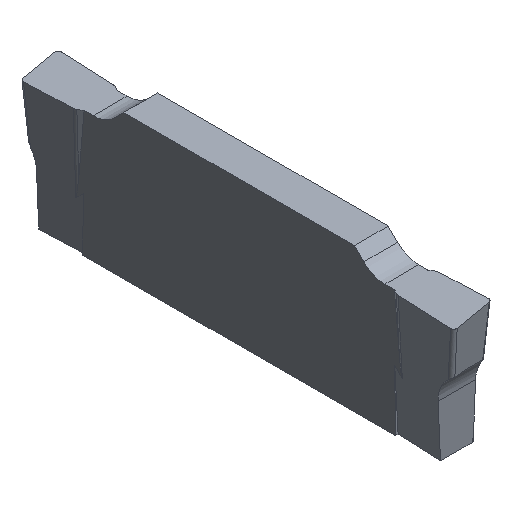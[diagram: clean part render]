
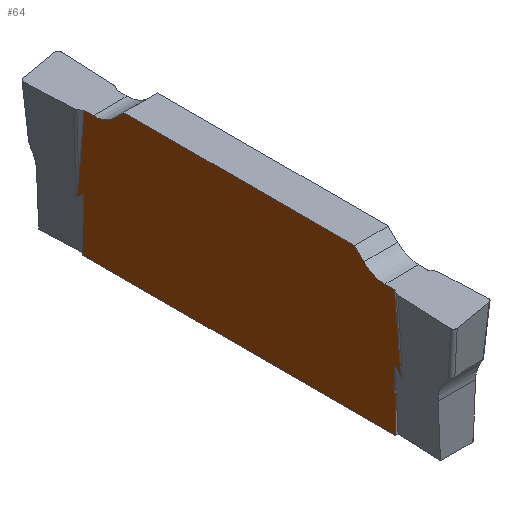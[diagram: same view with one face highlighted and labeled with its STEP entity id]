
A CAD part, isometric view. The second image highlights one B-rep face of the part: STEP entity #64.
In plain terms, the highlighted planar face has unit normal (-1, 0, 0).
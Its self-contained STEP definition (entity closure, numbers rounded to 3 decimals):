
#39=CIRCLE('',#811,1.);
#40=CIRCLE('',#812,1.);
#64=ADVANCED_FACE('',(#126),#100,.T.);
#100=PLANE('',#813);
#126=FACE_OUTER_BOUND('',#164,.T.);
#164=EDGE_LOOP('',(#397,#398,#399,#400,#401,#402,#403,#404,#405,#406,#407,
#408,#409,#410,#411,#412));
#204=LINE('',#1079,#278);
#215=LINE('',#1108,#289);
#229=LINE('',#1149,#303);
#231=LINE('',#1155,#305);
#232=LINE('',#1177,#306);
#233=LINE('',#1178,#307);
#234=LINE('',#1193,#308);
#235=LINE('',#1195,#309);
#236=LINE('',#1199,#310);
#237=LINE('',#1201,#311);
#238=LINE('',#1203,#312);
#239=LINE('',#1207,#313);
#278=VECTOR('',#867,1.);
#289=VECTOR('',#884,1.);
#303=VECTOR('',#912,1.);
#305=VECTOR('',#920,1.);
#306=VECTOR('',#921,1.);
#307=VECTOR('',#922,1.);
#308=VECTOR('',#923,1.);
#309=VECTOR('',#924,1.);
#310=VECTOR('',#927,1.);
#311=VECTOR('',#928,1.);
#312=VECTOR('',#929,1.);
#313=VECTOR('',#932,1.);
#397=ORIENTED_EDGE('',*,*,#677,.T.);
#398=ORIENTED_EDGE('',*,*,#678,.T.);
#399=ORIENTED_EDGE('',*,*,#655,.F.);
#400=ORIENTED_EDGE('',*,*,#679,.F.);
#401=ORIENTED_EDGE('',*,*,#642,.T.);
#402=ORIENTED_EDGE('',*,*,#680,.F.);
#403=ORIENTED_EDGE('',*,*,#674,.F.);
#404=ORIENTED_EDGE('',*,*,#681,.T.);
#405=ORIENTED_EDGE('',*,*,#682,.T.);
#406=ORIENTED_EDGE('',*,*,#683,.F.);
#407=ORIENTED_EDGE('',*,*,#684,.F.);
#408=ORIENTED_EDGE('',*,*,#685,.F.);
#409=ORIENTED_EDGE('',*,*,#686,.F.);
#410=ORIENTED_EDGE('',*,*,#687,.F.);
#411=ORIENTED_EDGE('',*,*,#688,.F.);
#412=ORIENTED_EDGE('',*,*,#689,.F.);
#570=VERTEX_POINT('',#1078);
#571=VERTEX_POINT('',#1080);
#581=VERTEX_POINT('',#1107);
#582=VERTEX_POINT('',#1109);
#597=VERTEX_POINT('',#1148);
#598=VERTEX_POINT('',#1150);
#599=VERTEX_POINT('',#1156);
#600=VERTEX_POINT('',#1157);
#601=VERTEX_POINT('',#1192);
#602=VERTEX_POINT('',#1194);
#603=VERTEX_POINT('',#1196);
#604=VERTEX_POINT('',#1198);
#605=VERTEX_POINT('',#1200);
#606=VERTEX_POINT('',#1202);
#607=VERTEX_POINT('',#1204);
#608=VERTEX_POINT('',#1206);
#642=EDGE_CURVE('',#571,#570,#204,.T.);
#655=EDGE_CURVE('',#581,#582,#215,.T.);
#674=EDGE_CURVE('',#597,#598,#229,.T.);
#677=EDGE_CURVE('',#599,#600,#231,.T.);
#678=EDGE_CURVE('',#600,#582,#761,.T.);
#679=EDGE_CURVE('',#571,#581,#232,.T.);
#680=EDGE_CURVE('',#598,#570,#233,.T.);
#681=EDGE_CURVE('',#597,#601,#762,.T.);
#682=EDGE_CURVE('',#601,#602,#234,.T.);
#683=EDGE_CURVE('',#603,#602,#235,.T.);
#684=EDGE_CURVE('',#604,#603,#39,.T.);
#685=EDGE_CURVE('',#605,#604,#236,.T.);
#686=EDGE_CURVE('',#606,#605,#237,.T.);
#687=EDGE_CURVE('',#607,#606,#238,.T.);
#688=EDGE_CURVE('',#608,#607,#40,.T.);
#689=EDGE_CURVE('',#599,#608,#239,.T.);
#761=B_SPLINE_CURVE_WITH_KNOTS('',3,(#1158,#1159,#1160,#1161,#1162,#1163,
#1164,#1165,#1166,#1167,#1168,#1169,#1170,#1171,#1172,#1173,#1174,#1175,
#1176),.UNSPECIFIED.,.F.,.F.,(4,3,3,3,3,3,4),(0.,0.312,0.653,
0.824,0.929,0.98,1.),.UNSPECIFIED.);
#762=B_SPLINE_CURVE_WITH_KNOTS('',3,(#1179,#1180,#1181,#1182,#1183,#1184,
#1185,#1186,#1187,#1188,#1189,#1190,#1191),.UNSPECIFIED.,.F.,.F.,(4,3,3,
3,4),(0.,0.037,0.183,0.762,1.),
 .UNSPECIFIED.);
#811=AXIS2_PLACEMENT_3D('',#1197,#925,#926);
#812=AXIS2_PLACEMENT_3D('',#1205,#930,#931);
#813=AXIS2_PLACEMENT_3D('',#1208,#933,#934);
#867=DIRECTION('',(0.,-1.,0.));
#884=DIRECTION('',(0.,0.707,-0.707));
#912=DIRECTION('',(0.,0.707,0.707));
#920=DIRECTION('',(0.,0.087,-0.996));
#921=DIRECTION('',(0.,-0.011,1.));
#922=DIRECTION('',(0.,-0.011,-1.));
#923=DIRECTION('',(0.,0.088,0.996));
#924=DIRECTION('',(0.,-1.,0.));
#925=DIRECTION('',(-1.,0.,0.));
#926=DIRECTION('',(0.,0.,1.));
#927=DIRECTION('',(0.,-0.707,-0.707));
#928=DIRECTION('',(0.,-1.,0.));
#929=DIRECTION('',(0.,-0.707,0.707));
#930=DIRECTION('',(-1.,0.,0.));
#931=DIRECTION('',(0.,0.,1.));
#932=DIRECTION('',(0.,-1.,0.));
#933=DIRECTION('',(-1.,0.,0.));
#934=DIRECTION('',(0.,0.,1.));
#1078=CARTESIAN_POINT('',(-0.565,1.781,-4.205));
#1079=CARTESIAN_POINT('',(-0.565,13.7,-4.205));
#1080=CARTESIAN_POINT('',(-0.565,12.22,-4.205));
#1107=CARTESIAN_POINT('',(-0.565,12.201,-2.417));
#1108=CARTESIAN_POINT('',(-0.565,11.44,-1.657));
#1109=CARTESIAN_POINT('',(-0.565,12.452,-2.669));
#1148=CARTESIAN_POINT('',(-0.565,1.552,-2.436));
#1149=CARTESIAN_POINT('',(-0.565,9.152,5.158));
#1150=CARTESIAN_POINT('',(-0.565,1.803,-2.185));
#1155=CARTESIAN_POINT('',(-0.565,12.133,0.468));
#1156=CARTESIAN_POINT('',(-0.565,12.174,0.));
#1157=CARTESIAN_POINT('',(-0.565,12.353,-2.052));
#1158=CARTESIAN_POINT('',(-0.565,12.353,-2.052));
#1159=CARTESIAN_POINT('',(-0.565,12.359,-2.117));
#1160=CARTESIAN_POINT('',(-0.565,12.365,-2.182));
#1161=CARTESIAN_POINT('',(-0.565,12.372,-2.247));
#1162=CARTESIAN_POINT('',(-0.565,12.38,-2.318));
#1163=CARTESIAN_POINT('',(-0.565,12.388,-2.389));
#1164=CARTESIAN_POINT('',(-0.565,12.399,-2.459));
#1165=CARTESIAN_POINT('',(-0.565,12.404,-2.495));
#1166=CARTESIAN_POINT('',(-0.565,12.41,-2.53));
#1167=CARTESIAN_POINT('',(-0.565,12.417,-2.565));
#1168=CARTESIAN_POINT('',(-0.565,12.421,-2.587));
#1169=CARTESIAN_POINT('',(-0.565,12.426,-2.608));
#1170=CARTESIAN_POINT('',(-0.565,12.433,-2.629));
#1171=CARTESIAN_POINT('',(-0.565,12.436,-2.639));
#1172=CARTESIAN_POINT('',(-0.565,12.44,-2.649));
#1173=CARTESIAN_POINT('',(-0.565,12.445,-2.658));
#1174=CARTESIAN_POINT('',(-0.565,12.447,-2.662));
#1175=CARTESIAN_POINT('',(-0.565,12.449,-2.666));
#1176=CARTESIAN_POINT('',(-0.565,12.452,-2.669));
#1177=CARTESIAN_POINT('',(-0.565,12.168,0.589));
#1178=CARTESIAN_POINT('',(-0.565,1.833,0.73));
#1179=CARTESIAN_POINT('',(-0.565,1.552,-2.436));
#1180=CARTESIAN_POINT('',(-0.565,1.557,-2.43));
#1181=CARTESIAN_POINT('',(-0.565,1.56,-2.423));
#1182=CARTESIAN_POINT('',(-0.565,1.563,-2.416));
#1183=CARTESIAN_POINT('',(-0.565,1.575,-2.389));
#1184=CARTESIAN_POINT('',(-0.565,1.581,-2.359));
#1185=CARTESIAN_POINT('',(-0.565,1.587,-2.33));
#1186=CARTESIAN_POINT('',(-0.565,1.611,-2.215));
#1187=CARTESIAN_POINT('',(-0.565,1.623,-2.097));
#1188=CARTESIAN_POINT('',(-0.565,1.635,-1.979));
#1189=CARTESIAN_POINT('',(-0.565,1.64,-1.931));
#1190=CARTESIAN_POINT('',(-0.565,1.645,-1.882));
#1191=CARTESIAN_POINT('',(-0.565,1.649,-1.834));
#1192=CARTESIAN_POINT('',(-0.565,1.649,-1.834));
#1193=CARTESIAN_POINT('',(-0.565,1.956,1.642));
#1194=CARTESIAN_POINT('',(-0.565,1.811,0.));
#1195=CARTESIAN_POINT('',(-0.565,13.7,0.));
#1196=CARTESIAN_POINT('',(-0.565,2.131,0.));
#1197=CARTESIAN_POINT('',(-0.565,2.131,1.));
#1198=CARTESIAN_POINT('',(-0.565,2.838,0.293));
#1199=CARTESIAN_POINT('',(-0.565,8.425,5.88));
#1200=CARTESIAN_POINT('',(-0.565,3.15,0.605));
#1201=CARTESIAN_POINT('',(-0.565,13.7,0.605));
#1202=CARTESIAN_POINT('',(-0.565,10.85,0.605));
#1203=CARTESIAN_POINT('',(-0.565,12.275,-0.82));
#1204=CARTESIAN_POINT('',(-0.565,11.162,0.293));
#1205=CARTESIAN_POINT('',(-0.565,11.869,1.));
#1206=CARTESIAN_POINT('',(-0.565,11.869,0.));
#1207=CARTESIAN_POINT('',(-0.565,13.7,0.));
#1208=CARTESIAN_POINT('',(-0.565,13.7,0.605));
